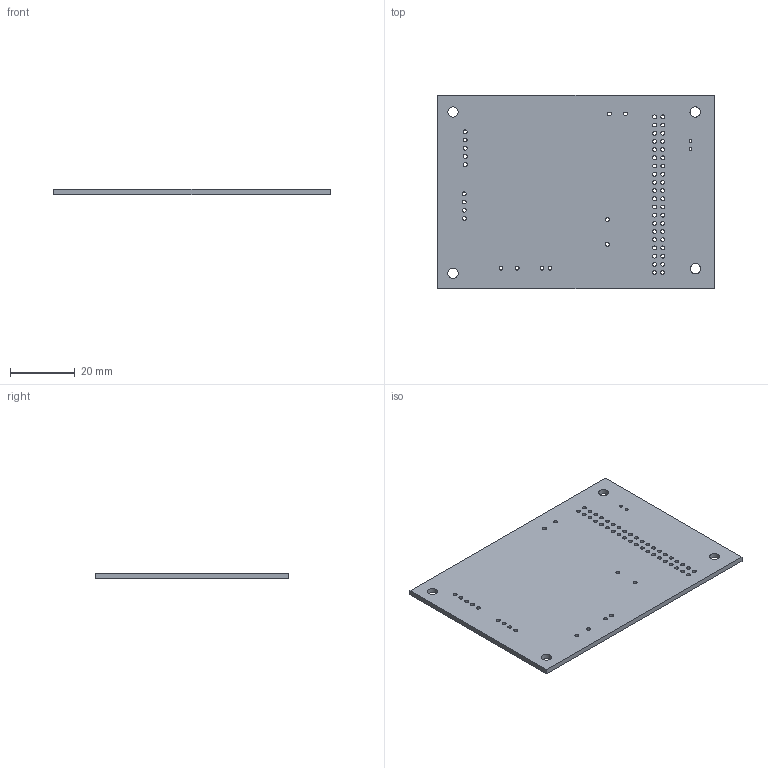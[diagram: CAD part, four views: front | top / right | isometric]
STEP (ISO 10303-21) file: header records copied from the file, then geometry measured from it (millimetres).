
FILE_DESCRIPTION(('KiCad electronic assembly'),'2;1');
FILE_NAME('RaspShiled_ver2.step','2023-12-16T01:04:49',('Pcbnew'),( 'Kicad'),'Open CASCADE STEP processor 7.6','KiCad to STEP converter' ,'Unknown');
FILE_SCHEMA(('AUTOMOTIVE_DESIGN { 1 0 10303 214 1 1 1 1 }'));
Length unit declared in the file: millimetre
Products named in the file (2): RaspShiled_ver2 1; RaspShiled_ver2 PCB
Assembly tree (1 placements, depth 2):
  RaspShiled_ver2 1
    RaspShiled_ver2 PCB
Bounding box: 85.6 x 60 x 1.6 mm (x, y, z)
Volume: 8061.4 mm3; surface area: 10958.8 mm2
Topology: 1 solids, 1 shells, 69 faces, 201 edges, 134 vertices
Faces by surface type: cylinder 63, plane 6
Full cylindrical faces by diameter (mm): 0.8 x2, 1.2 x57, 3.2 x4
Entity records: 5651 total; most frequent: CARTESIAN_POINT 1564, DIRECTION 745, ORIENTED_EDGE 402, PCURVE 402, DEFINITIONAL_REPRESENTATION 402, LINE 351, VECTOR 351, EDGE_CURVE 201
